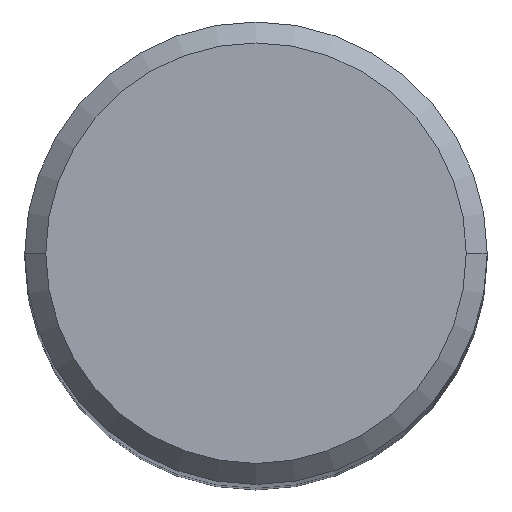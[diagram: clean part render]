
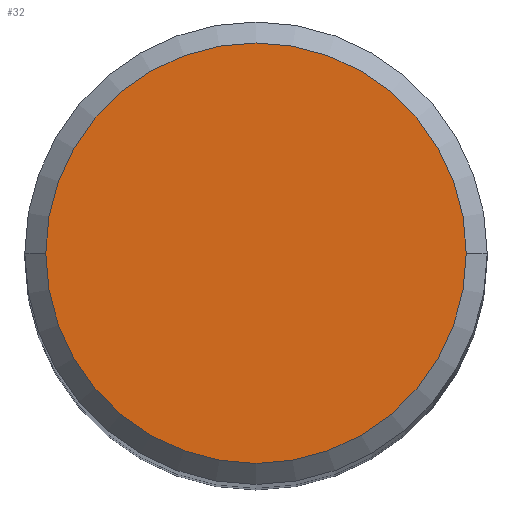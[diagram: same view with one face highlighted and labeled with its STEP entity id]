
A CAD part, top view. The second image highlights one B-rep face of the part: STEP entity #32.
In plain terms, the highlighted planar face has unit normal (0, 0, 1).
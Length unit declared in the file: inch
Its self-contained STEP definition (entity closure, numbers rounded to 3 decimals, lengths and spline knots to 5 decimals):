
#24 = DIRECTION ( 'NONE',  ( 0., 0., 1. ) ) ;
#32 = ADVANCED_FACE ( 'NONE', ( #308 ), #43, .F. ) ;
#40 = DIRECTION ( 'NONE',  ( 0., 0., -1. ) ) ;
#43 = PLANE ( 'NONE',  #161 ) ;
#48 = CARTESIAN_POINT ( 'NONE',  ( 0., 0., 0. ) ) ;
#58 = VERTEX_POINT ( 'NONE', #318 ) ;
#79 = DIRECTION ( 'NONE',  ( 0., 0., 1. ) ) ;
#101 = EDGE_LOOP ( 'NONE', ( #297, #385 ) ) ;
#133 = DIRECTION ( 'NONE',  ( 1., 0., 0. ) ) ;
#153 = DIRECTION ( 'NONE',  ( -1., 0., 0. ) ) ;
#161 = AXIS2_PLACEMENT_3D ( 'NONE', #247, #40, #153 ) ;
#207 = AXIS2_PLACEMENT_3D ( 'NONE', #48, #79, #133 ) ;
#217 = EDGE_CURVE ( 'NONE', #58, #369, #312, .T. ) ;
#228 = AXIS2_PLACEMENT_3D ( 'NONE', #233, #24, #261 ) ;
#233 = CARTESIAN_POINT ( 'NONE',  ( 0., 0., 0. ) ) ;
#247 = CARTESIAN_POINT ( 'NONE',  ( 0., 0., 0. ) ) ;
#261 = DIRECTION ( 'NONE',  ( 1., 0., 0. ) ) ;
#297 = ORIENTED_EDGE ( 'NONE', *, *, #217, .T. ) ;
#308 = FACE_OUTER_BOUND ( 'NONE', #101, .T. ) ;
#312 = CIRCLE ( 'NONE', #228, 0.31325 ) ;
#318 = CARTESIAN_POINT ( 'NONE',  ( -0.31325, 0., 0. ) ) ;
#326 = CARTESIAN_POINT ( 'NONE',  ( 0.31325, 0., 0. ) ) ;
#346 = CIRCLE ( 'NONE', #207, 0.31325 ) ;
#348 = EDGE_CURVE ( 'NONE', #369, #58, #346, .T. ) ;
#369 = VERTEX_POINT ( 'NONE', #326 ) ;
#385 = ORIENTED_EDGE ( 'NONE', *, *, #348, .T. ) ;
